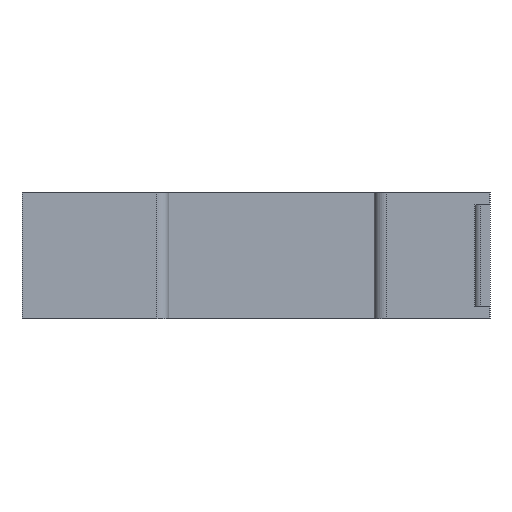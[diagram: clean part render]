
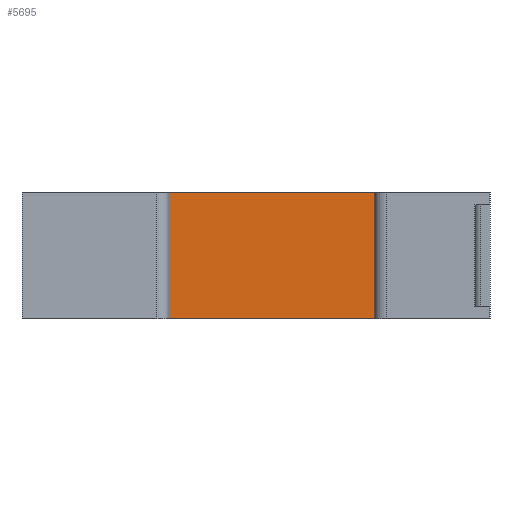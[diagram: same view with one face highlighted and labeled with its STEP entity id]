
A CAD part, front view. The second image highlights one B-rep face of the part: STEP entity #5695.
In plain terms, the highlighted planar face has unit normal (0, -1, 0).
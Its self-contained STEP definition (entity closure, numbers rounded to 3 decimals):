
#67=DIRECTION('',(1.,0.,0.));
#68=VECTOR('',#67,37.2);
#69=CARTESIAN_POINT('',(21.5,5.5,-10.5));
#70=LINE('',#69,#68);
#586=DIRECTION('',(1.,0.,0.));
#587=VECTOR('',#586,37.2);
#588=CARTESIAN_POINT('',(21.5,5.5,10.5));
#589=LINE('',#588,#587);
#977=DIRECTION('',(0.,0.,1.));
#978=VECTOR('',#977,21.);
#979=CARTESIAN_POINT('',(21.5,5.5,-10.5));
#980=LINE('',#979,#978);
#981=DIRECTION('',(0.,0.,1.));
#982=VECTOR('',#981,21.);
#983=CARTESIAN_POINT('',(58.7,5.5,-10.5));
#984=LINE('',#983,#982);
#3789=CARTESIAN_POINT('',(21.5,5.5,-10.5));
#3790=VERTEX_POINT('',#3789);
#3791=CARTESIAN_POINT('',(58.7,5.5,-10.5));
#3792=VERTEX_POINT('',#3791);
#3821=CARTESIAN_POINT('',(21.5,5.5,10.5));
#3822=VERTEX_POINT('',#3821);
#3823=CARTESIAN_POINT('',(58.7,5.5,10.5));
#3824=VERTEX_POINT('',#3823);
#5683=CARTESIAN_POINT('',(21.5,5.5,-10.5));
#5684=DIRECTION('',(0.,-1.,0.));
#5685=DIRECTION('',(1.,0.,0.));
#5686=AXIS2_PLACEMENT_3D('',#5683,#5684,#5685);
#5687=PLANE('',#5686);
#5688=ORIENTED_EDGE('',*,*,#4660,.F.);
#5689=ORIENTED_EDGE('',*,*,#5678,.T.);
#5690=ORIENTED_EDGE('',*,*,#5201,.T.);
#5692=ORIENTED_EDGE('',*,*,#5691,.F.);
#5693=EDGE_LOOP('',(#5688,#5689,#5690,#5692));
#5694=FACE_OUTER_BOUND('',#5693,.F.);
#4660=EDGE_CURVE('',#3790,#3792,#70,.T.);
#5201=EDGE_CURVE('',#3822,#3824,#589,.T.);
#5678=EDGE_CURVE('',#3790,#3822,#980,.T.);
#5691=EDGE_CURVE('',#3792,#3824,#984,.T.);
#5695=ADVANCED_FACE('',(#5694),#5687,.T.);
